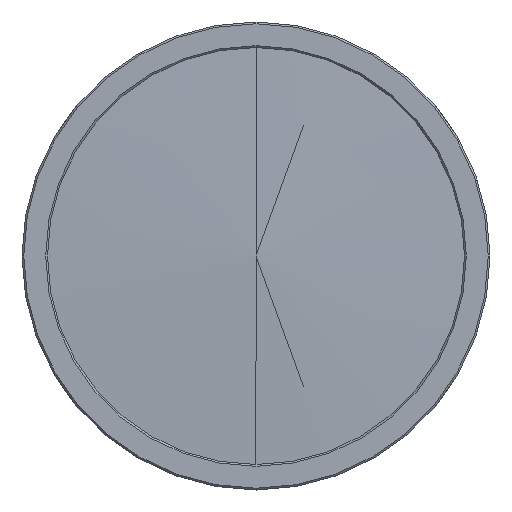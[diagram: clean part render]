
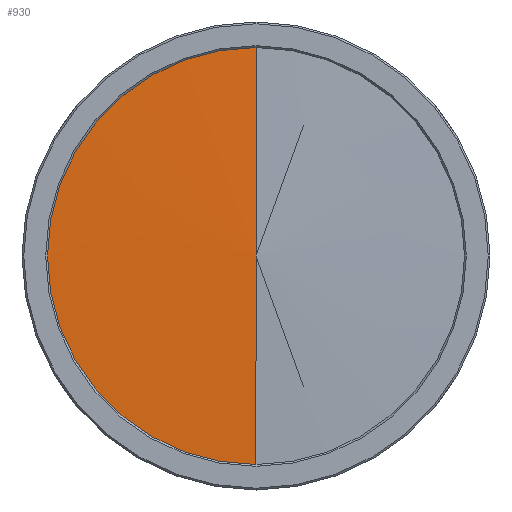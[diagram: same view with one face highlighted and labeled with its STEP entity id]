
A CAD part, left-side view. The second image highlights one B-rep face of the part: STEP entity #930.
In plain terms, the highlighted conical face has half-angle 88.102 degrees and reference radius 37.132 mm.
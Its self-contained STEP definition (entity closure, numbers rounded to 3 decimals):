
#8 = EDGE_LOOP ( 'NONE', ( #3943, #3681, #1989 ) ) ;
#176 = DIRECTION ( 'NONE',  ( 1., 0., 0. ) ) ;
#267 = LINE ( 'NONE', #1630, #3847 ) ;
#489 = AXIS2_PLACEMENT_3D ( 'NONE', #3246, #1144, #818 ) ;
#495 = VECTOR ( 'NONE', #2879, 1000. ) ;
#556 = CARTESIAN_POINT ( 'NONE',  ( 1.152, 0., 0. ) ) ;
#560 = EDGE_CURVE ( 'NONE', #4210, #634, #2674, .T. ) ;
#634 = VERTEX_POINT ( 'NONE', #1661 ) ;
#818 = DIRECTION ( 'NONE',  ( 0., 0., -1. ) ) ;
#857 = CARTESIAN_POINT ( 'NONE',  ( 0., 0., 0. ) ) ;
#930 = ADVANCED_FACE ( 'NONE', ( #2827 ), #2350, .T. ) ;
#944 = DIRECTION ( 'NONE',  ( 0.033, 0., 0.999 ) ) ;
#1144 = DIRECTION ( 'NONE',  ( 1., 0., 0. ) ) ;
#1190 = EDGE_CURVE ( 'NONE', #2637, #634, #267, .T. ) ;
#1520 = CARTESIAN_POINT ( 'NONE',  ( 1.231, 0., -37.132 ) ) ;
#1630 = CARTESIAN_POINT ( 'NONE',  ( 1.231, 0., 37.132 ) ) ;
#1661 = CARTESIAN_POINT ( 'NONE',  ( 1.152, 0., 34.75 ) ) ;
#1989 = ORIENTED_EDGE ( 'NONE', *, *, #560, .F. ) ;
#2350 = CONICAL_SURFACE ( 'NONE', #489, 37.132, 1.538 ) ;
#2637 = VERTEX_POINT ( 'NONE', #857 ) ;
#2674 = CIRCLE ( 'NONE', #4395, 34.75 ) ;
#2827 = FACE_OUTER_BOUND ( 'NONE', #8, .T. ) ;
#2879 = DIRECTION ( 'NONE',  ( 0.033, 0., -0.999 ) ) ;
#2945 = DIRECTION ( 'NONE',  ( 0., 0., -1. ) ) ;
#3120 = CARTESIAN_POINT ( 'NONE',  ( 1.152, 0., -34.75 ) ) ;
#3246 = CARTESIAN_POINT ( 'NONE',  ( 1.231, 0., 0. ) ) ;
#3628 = LINE ( 'NONE', #1520, #495 ) ;
#3681 = ORIENTED_EDGE ( 'NONE', *, *, #1190, .T. ) ;
#3819 = EDGE_CURVE ( 'NONE', #2637, #4210, #3628, .T. ) ;
#3847 = VECTOR ( 'NONE', #944, 1000. ) ;
#3943 = ORIENTED_EDGE ( 'NONE', *, *, #3819, .F. ) ;
#4210 = VERTEX_POINT ( 'NONE', #3120 ) ;
#4395 = AXIS2_PLACEMENT_3D ( 'NONE', #556, #176, #2945 ) ;
